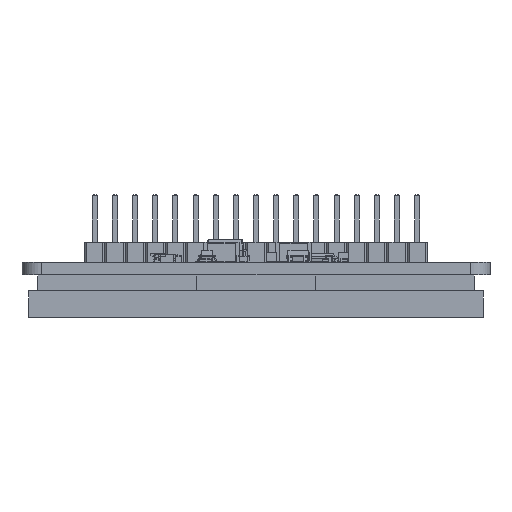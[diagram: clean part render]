
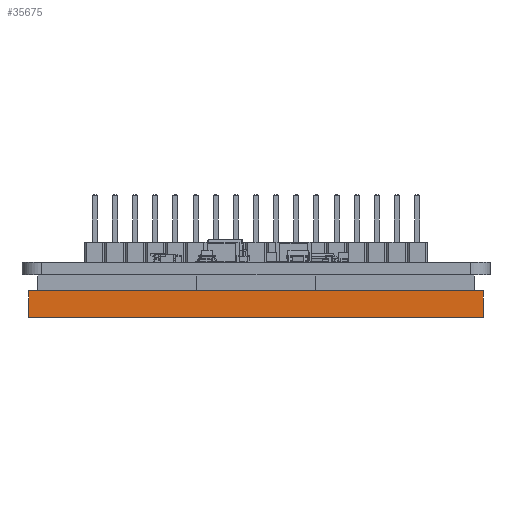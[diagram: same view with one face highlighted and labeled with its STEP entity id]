
A CAD part, left-side view. The second image highlights one B-rep face of the part: STEP entity #35675.
In plain terms, the highlighted planar face has unit normal (-1, 0, 0).
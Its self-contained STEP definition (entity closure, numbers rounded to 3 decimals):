
#2875=FACE_OUTER_BOUND('',#4899,.T.);
#4899=EDGE_LOOP('',(#30685,#30686,#30687,#30688));
#9163=LINE('',#56978,#13456);
#9164=LINE('',#56980,#13457);
#9165=LINE('',#56982,#13458);
#9166=LINE('',#56983,#13459);
#13456=VECTOR('',#47166,10.);
#13457=VECTOR('',#47167,10.);
#13458=VECTOR('',#47168,10.);
#13459=VECTOR('',#47169,10.);
#16483=VERTEX_POINT('',#56976);
#16484=VERTEX_POINT('',#56977);
#16485=VERTEX_POINT('',#56979);
#16486=VERTEX_POINT('',#56981);
#21225=EDGE_CURVE('',#16483,#16484,#9163,.T.);
#21226=EDGE_CURVE('',#16484,#16485,#9164,.T.);
#21227=EDGE_CURVE('',#16486,#16485,#9165,.T.);
#21228=EDGE_CURVE('',#16483,#16486,#9166,.T.);
#30685=ORIENTED_EDGE('',*,*,#21225,.T.);
#30686=ORIENTED_EDGE('',*,*,#21226,.T.);
#30687=ORIENTED_EDGE('',*,*,#21227,.F.);
#30688=ORIENTED_EDGE('',*,*,#21228,.F.);
#32402=PLANE('',#38219);
#35675=ADVANCED_FACE('',(#2875),#32402,.T.);
#38219=AXIS2_PLACEMENT_3D('',#56975,#47164,#47165);
#47164=DIRECTION('center_axis',(-1.,0.,0.));
#47165=DIRECTION('ref_axis',(0.,1.,0.));
#47166=DIRECTION('',(0.,1.,0.));
#47167=DIRECTION('',(0.,0.,-1.));
#47168=DIRECTION('',(0.,1.,0.));
#47169=DIRECTION('',(0.,0.,-1.));
#56975=CARTESIAN_POINT('Origin',(-48.9,-28.67,0.));
#56976=CARTESIAN_POINT('',(-48.9,-28.67,0.));
#56977=CARTESIAN_POINT('',(-48.9,28.67,0.));
#56978=CARTESIAN_POINT('',(-48.9,-28.67,0.));
#56979=CARTESIAN_POINT('',(-48.9,28.67,-3.35));
#56980=CARTESIAN_POINT('',(-48.9,28.67,0.));
#56981=CARTESIAN_POINT('',(-48.9,-28.67,-3.35));
#56982=CARTESIAN_POINT('',(-48.9,-28.67,-3.35));
#56983=CARTESIAN_POINT('',(-48.9,-28.67,0.));
